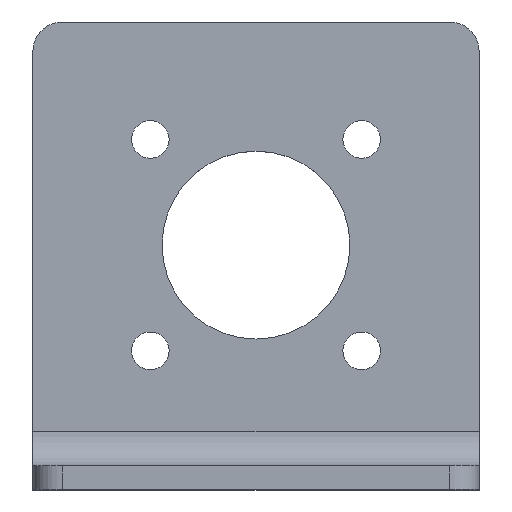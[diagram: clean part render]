
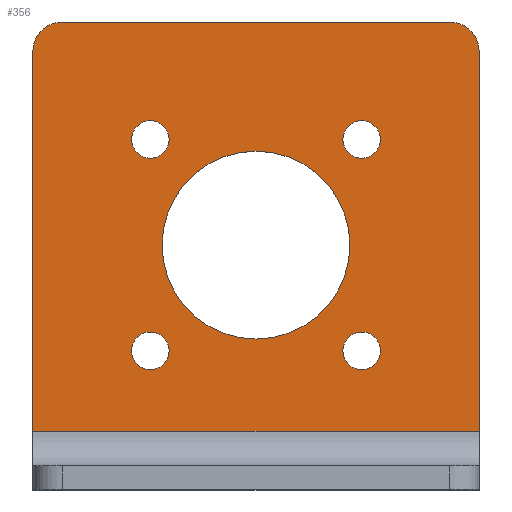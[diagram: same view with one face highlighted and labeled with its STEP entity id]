
A CAD part, top view. The second image highlights one B-rep face of the part: STEP entity #356.
In plain terms, the highlighted planar face has unit normal (0, 0, 1).
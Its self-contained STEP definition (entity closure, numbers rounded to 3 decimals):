
#25 = DIRECTION ( 'NONE',  ( 0., -1., 0. ) ) ;
#38 = EDGE_CURVE ( 'NONE', #969, #382, #846, .T. ) ;
#44 = ORIENTED_EDGE ( 'NONE', *, *, #323, .T. ) ;
#51 = ORIENTED_EDGE ( 'NONE', *, *, #1224, .T. ) ;
#58 = EDGE_CURVE ( 'NONE', #1172, #317, #215, .T. ) ;
#60 = DIRECTION ( 'NONE',  ( 0., -1., 0. ) ) ;
#63 = CARTESIAN_POINT ( 'NONE',  ( 19., 35.358, -17.358 ) ) ;
#70 = ORIENTED_EDGE ( 'NONE', *, *, #1123, .T. ) ;
#81 = AXIS2_PLACEMENT_3D ( 'NONE', #160, #1071, #84 ) ;
#84 = DIRECTION ( 'NONE',  ( 0., -1., 0. ) ) ;
#105 = CARTESIAN_POINT ( 'NONE',  ( -16.5, 37.858, -17.358 ) ) ;
#108 = VERTEX_POINT ( 'NONE', #63 ) ;
#125 = DIRECTION ( 'NONE',  ( 0., 0., 1. ) ) ;
#135 = ORIENTED_EDGE ( 'NONE', *, *, #58, .F. ) ;
#138 = CARTESIAN_POINT ( 'NONE',  ( 16.5, 37.858, -17.358 ) ) ;
#146 = DIRECTION ( 'NONE',  ( 0., -1., 0. ) ) ;
#160 = CARTESIAN_POINT ( 'NONE',  ( -9., 9.858, -17.358 ) ) ;
#168 = VERTEX_POINT ( 'NONE', #363 ) ;
#177 = AXIS2_PLACEMENT_3D ( 'NONE', #199, #1272, #678 ) ;
#192 = ORIENTED_EDGE ( 'NONE', *, *, #243, .T. ) ;
#199 = CARTESIAN_POINT ( 'NONE',  ( 0., -17.642, -17.358 ) ) ;
#215 = CIRCLE ( 'NONE', #1039, 8. ) ;
#231 = VERTEX_POINT ( 'NONE', #1112 ) ;
#243 = EDGE_CURVE ( 'NONE', #1237, #231, #979, .T. ) ;
#253 = ORIENTED_EDGE ( 'NONE', *, *, #1373, .F. ) ;
#290 = CARTESIAN_POINT ( 'NONE',  ( -16.5, 35.358, -17.358 ) ) ;
#299 = EDGE_LOOP ( 'NONE', ( #192, #642, #51, #44, #1092, #70 ) ) ;
#311 = EDGE_CURVE ( 'NONE', #559, #739, #380, .T. ) ;
#313 = FACE_BOUND ( 'NONE', #882, .T. ) ;
#317 = VERTEX_POINT ( 'NONE', #997 ) ;
#323 = EDGE_CURVE ( 'NONE', #108, #1458, #1309, .T. ) ;
#356 = ADVANCED_FACE ( 'NONE', ( #1010, #515, #313, #761, #1225, #1464 ), #1105, .F. ) ;
#358 = DIRECTION ( 'NONE',  ( 0., 0., 1. ) ) ;
#363 = CARTESIAN_POINT ( 'NONE',  ( 19., 3., -17.358 ) ) ;
#365 = DIRECTION ( 'NONE',  ( 0., -1., 0. ) ) ;
#369 = CIRCLE ( 'NONE', #1200, 1.6 ) ;
#372 = DIRECTION ( 'NONE',  ( 0., -1., 0. ) ) ;
#380 = CIRCLE ( 'NONE', #81, 1.6 ) ;
#382 = VERTEX_POINT ( 'NONE', #1192 ) ;
#389 = VECTOR ( 'NONE', #645, 1000. ) ;
#397 = LINE ( 'NONE', #505, #1389 ) ;
#406 = DIRECTION ( 'NONE',  ( 0., 0., 1. ) ) ;
#408 = DIRECTION ( 'NONE',  ( 0., -1., 0. ) ) ;
#465 = CARTESIAN_POINT ( 'NONE',  ( -9., 8.258, -17.358 ) ) ;
#489 = DIRECTION ( 'NONE',  ( 0., 0., 1. ) ) ;
#505 = CARTESIAN_POINT ( 'NONE',  ( 0., 3., -17.358 ) ) ;
#514 = CARTESIAN_POINT ( 'NONE',  ( -9., 11.458, -17.358 ) ) ;
#515 = FACE_BOUND ( 'NONE', #1473, .T. ) ;
#553 = CARTESIAN_POINT ( 'NONE',  ( -9., 26.258, -17.358 ) ) ;
#554 = EDGE_LOOP ( 'NONE', ( #1012, #763 ) ) ;
#559 = VERTEX_POINT ( 'NONE', #465 ) ;
#569 = CARTESIAN_POINT ( 'NONE',  ( -9., 29.458, -17.358 ) ) ;
#571 = CIRCLE ( 'NONE', #835, 1.6 ) ;
#589 = DIRECTION ( 'NONE',  ( 0., 0., 1. ) ) ;
#601 = CARTESIAN_POINT ( 'NONE',  ( 0., 18.858, -17.358 ) ) ;
#633 = AXIS2_PLACEMENT_3D ( 'NONE', #1499, #822, #25 ) ;
#635 = ORIENTED_EDGE ( 'NONE', *, *, #638, .F. ) ;
#637 = DIRECTION ( 'NONE',  ( 0., 0., 1. ) ) ;
#638 = EDGE_CURVE ( 'NONE', #382, #969, #369, .T. ) ;
#642 = ORIENTED_EDGE ( 'NONE', *, *, #1146, .T. ) ;
#645 = DIRECTION ( 'NONE',  ( 0., 1., 0. ) ) ;
#652 = CARTESIAN_POINT ( 'NONE',  ( 0., 26.858, -17.358 ) ) ;
#659 = CARTESIAN_POINT ( 'NONE',  ( 16.5, 35.358, -17.358 ) ) ;
#665 = CARTESIAN_POINT ( 'NONE',  ( 9., 8.258, -17.358 ) ) ;
#678 = DIRECTION ( 'NONE',  ( 0., 1., 0. ) ) ;
#724 = EDGE_CURVE ( 'NONE', #1458, #881, #1421, .T. ) ;
#739 = VERTEX_POINT ( 'NONE', #514 ) ;
#740 = CARTESIAN_POINT ( 'NONE',  ( 9., 9.858, -17.358 ) ) ;
#759 = DIRECTION ( 'NONE',  ( 0., 0., 1. ) ) ;
#761 = FACE_BOUND ( 'NONE', #1489, .T. ) ;
#763 = ORIENTED_EDGE ( 'NONE', *, *, #1147, .F. ) ;
#773 = CARTESIAN_POINT ( 'NONE',  ( 9., 27.858, -17.358 ) ) ;
#779 = CARTESIAN_POINT ( 'NONE',  ( -19., 35.358, -17.358 ) ) ;
#787 = CARTESIAN_POINT ( 'NONE',  ( -9., 27.858, -17.358 ) ) ;
#796 = CIRCLE ( 'NONE', #1354, 1.6 ) ;
#802 = VERTEX_POINT ( 'NONE', #665 ) ;
#811 = CARTESIAN_POINT ( 'NONE',  ( -9., 27.858, -17.358 ) ) ;
#815 = ORIENTED_EDGE ( 'NONE', *, *, #38, .F. ) ;
#822 = DIRECTION ( 'NONE',  ( 0., 0., 1. ) ) ;
#835 = AXIS2_PLACEMENT_3D ( 'NONE', #740, #759, #1451 ) ;
#836 = VECTOR ( 'NONE', #1203, 1000. ) ;
#838 = DIRECTION ( 'NONE',  ( 0., -1., 0. ) ) ;
#846 = CIRCLE ( 'NONE', #1400, 1.6 ) ;
#864 = DIRECTION ( 'NONE',  ( 0., -1., 0. ) ) ;
#881 = VERTEX_POINT ( 'NONE', #105 ) ;
#882 = EDGE_LOOP ( 'NONE', ( #1236, #253 ) ) ;
#927 = CARTESIAN_POINT ( 'NONE',  ( -9., 9.858, -17.358 ) ) ;
#945 = DIRECTION ( 'NONE',  ( 0., 1., 0. ) ) ;
#954 = EDGE_CURVE ( 'NONE', #802, #1142, #1186, .T. ) ;
#964 = VERTEX_POINT ( 'NONE', #569 ) ;
#969 = VERTEX_POINT ( 'NONE', #1388 ) ;
#975 = CARTESIAN_POINT ( 'NONE',  ( 19., -35.142, -17.358 ) ) ;
#979 = LINE ( 'NONE', #1475, #1115 ) ;
#997 = CARTESIAN_POINT ( 'NONE',  ( 0., 10.858, -17.358 ) ) ;
#1002 = DIRECTION ( 'NONE',  ( 0., 0., 1. ) ) ;
#1010 = FACE_BOUND ( 'NONE', #554, .T. ) ;
#1012 = ORIENTED_EDGE ( 'NONE', *, *, #954, .F. ) ;
#1028 = CIRCLE ( 'NONE', #1470, 1.6 ) ;
#1039 = AXIS2_PLACEMENT_3D ( 'NONE', #1466, #1088, #60 ) ;
#1052 = CIRCLE ( 'NONE', #1149, 8. ) ;
#1064 = CIRCLE ( 'NONE', #1141, 2.5 ) ;
#1071 = DIRECTION ( 'NONE',  ( 0., 0., 1. ) ) ;
#1072 = ORIENTED_EDGE ( 'NONE', *, *, #1308, .F. ) ;
#1085 = DIRECTION ( 'NONE',  ( 0., -1., 0. ) ) ;
#1088 = DIRECTION ( 'NONE',  ( 0., 0., 1. ) ) ;
#1092 = ORIENTED_EDGE ( 'NONE', *, *, #724, .T. ) ;
#1105 = PLANE ( 'NONE',  #177 ) ;
#1112 = CARTESIAN_POINT ( 'NONE',  ( -19., 3., -17.358 ) ) ;
#1115 = VECTOR ( 'NONE', #1085, 1000. ) ;
#1123 = EDGE_CURVE ( 'NONE', #881, #1237, #1064, .T. ) ;
#1141 = AXIS2_PLACEMENT_3D ( 'NONE', #290, #406, #945 ) ;
#1142 = VERTEX_POINT ( 'NONE', #1420 ) ;
#1146 = EDGE_CURVE ( 'NONE', #231, #168, #397, .T. ) ;
#1147 = EDGE_CURVE ( 'NONE', #1142, #802, #571, .T. ) ;
#1149 = AXIS2_PLACEMENT_3D ( 'NONE', #601, #589, #372 ) ;
#1171 = AXIS2_PLACEMENT_3D ( 'NONE', #811, #489, #146 ) ;
#1172 = VERTEX_POINT ( 'NONE', #652 ) ;
#1186 = CIRCLE ( 'NONE', #633, 1.6 ) ;
#1189 = EDGE_CURVE ( 'NONE', #1219, #964, #1028, .T. ) ;
#1192 = CARTESIAN_POINT ( 'NONE',  ( 9., 26.258, -17.358 ) ) ;
#1200 = AXIS2_PLACEMENT_3D ( 'NONE', #1325, #637, #838 ) ;
#1203 = DIRECTION ( 'NONE',  ( -1., 0., 0. ) ) ;
#1206 = ORIENTED_EDGE ( 'NONE', *, *, #311, .F. ) ;
#1217 = ORIENTED_EDGE ( 'NONE', *, *, #1336, .F. ) ;
#1219 = VERTEX_POINT ( 'NONE', #553 ) ;
#1224 = EDGE_CURVE ( 'NONE', #168, #108, #1380, .T. ) ;
#1225 = FACE_BOUND ( 'NONE', #1256, .T. ) ;
#1236 = ORIENTED_EDGE ( 'NONE', *, *, #1189, .F. ) ;
#1237 = VERTEX_POINT ( 'NONE', #779 ) ;
#1244 = AXIS2_PLACEMENT_3D ( 'NONE', #659, #1321, #1429 ) ;
#1256 = EDGE_LOOP ( 'NONE', ( #635, #815 ) ) ;
#1272 = DIRECTION ( 'NONE',  ( 0., 0., -1. ) ) ;
#1308 = EDGE_CURVE ( 'NONE', #317, #1172, #1052, .T. ) ;
#1309 = CIRCLE ( 'NONE', #1244, 2.5 ) ;
#1312 = DIRECTION ( 'NONE',  ( 1., 0., 0. ) ) ;
#1318 = CARTESIAN_POINT ( 'NONE',  ( -19., 37.858, -17.358 ) ) ;
#1320 = CIRCLE ( 'NONE', #1171, 1.6 ) ;
#1321 = DIRECTION ( 'NONE',  ( 0., 0., 1. ) ) ;
#1325 = CARTESIAN_POINT ( 'NONE',  ( 9., 27.858, -17.358 ) ) ;
#1336 = EDGE_CURVE ( 'NONE', #739, #559, #796, .T. ) ;
#1354 = AXIS2_PLACEMENT_3D ( 'NONE', #927, #125, #365 ) ;
#1373 = EDGE_CURVE ( 'NONE', #964, #1219, #1320, .T. ) ;
#1380 = LINE ( 'NONE', #975, #389 ) ;
#1388 = CARTESIAN_POINT ( 'NONE',  ( 9., 29.458, -17.358 ) ) ;
#1389 = VECTOR ( 'NONE', #1312, 1000. ) ;
#1400 = AXIS2_PLACEMENT_3D ( 'NONE', #773, #1002, #408 ) ;
#1420 = CARTESIAN_POINT ( 'NONE',  ( 9., 11.458, -17.358 ) ) ;
#1421 = LINE ( 'NONE', #1318, #836 ) ;
#1429 = DIRECTION ( 'NONE',  ( 0., 1., 0. ) ) ;
#1451 = DIRECTION ( 'NONE',  ( 0., -1., 0. ) ) ;
#1458 = VERTEX_POINT ( 'NONE', #138 ) ;
#1464 = FACE_OUTER_BOUND ( 'NONE', #299, .T. ) ;
#1466 = CARTESIAN_POINT ( 'NONE',  ( 0., 18.858, -17.358 ) ) ;
#1470 = AXIS2_PLACEMENT_3D ( 'NONE', #787, #358, #864 ) ;
#1473 = EDGE_LOOP ( 'NONE', ( #1072, #135 ) ) ;
#1475 = CARTESIAN_POINT ( 'NONE',  ( -19., -35.142, -17.358 ) ) ;
#1489 = EDGE_LOOP ( 'NONE', ( #1206, #1217 ) ) ;
#1499 = CARTESIAN_POINT ( 'NONE',  ( 9., 9.858, -17.358 ) ) ;
